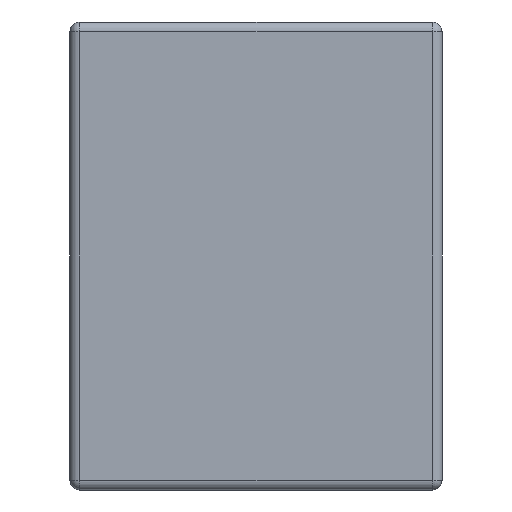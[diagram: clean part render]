
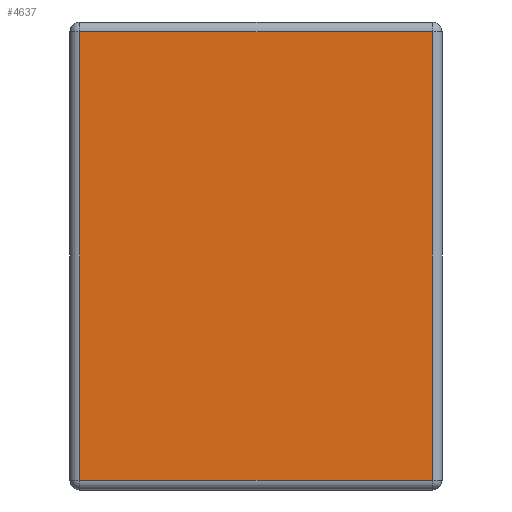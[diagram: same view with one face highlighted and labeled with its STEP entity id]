
A CAD part, left-side view. The second image highlights one B-rep face of the part: STEP entity #4637.
In plain terms, the highlighted planar face has unit normal (-1, 0, 0).
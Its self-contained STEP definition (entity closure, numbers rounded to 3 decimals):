
#89 = DIRECTION ( 'NONE',  ( 0., 0., 1. ) ) ;
#117 = CARTESIAN_POINT ( 'NONE',  ( 0., 1.704, -2.2 ) ) ;
#150 = CARTESIAN_POINT ( 'NONE',  ( 0., 1.704, -2.154 ) ) ;
#174 = VECTOR ( 'NONE', #3010, 1000. ) ;
#686 = DIRECTION ( 'NONE',  ( 0., 0., 1. ) ) ;
#728 = EDGE_LOOP ( 'NONE', ( #2530, #2233, #3578, #1773 ) ) ;
#980 = LINE ( 'NONE', #4636, #4214 ) ;
#1157 = AXIS2_PLACEMENT_3D ( 'NONE', #2488, #3925, #686 ) ;
#1253 = CARTESIAN_POINT ( 'NONE',  ( 0., 0.046, 0. ) ) ;
#1292 = CARTESIAN_POINT ( 'NONE',  ( 0., 0., -2.154 ) ) ;
#1600 = CARTESIAN_POINT ( 'NONE',  ( 0., 1.704, -0.046 ) ) ;
#1628 = LINE ( 'NONE', #1253, #1824 ) ;
#1765 = FACE_OUTER_BOUND ( 'NONE', #728, .T. ) ;
#1773 = ORIENTED_EDGE ( 'NONE', *, *, #4455, .T. ) ;
#1778 = EDGE_CURVE ( 'NONE', #1995, #2032, #2480, .T. ) ;
#1824 = VECTOR ( 'NONE', #89, 1000. ) ;
#1995 = VERTEX_POINT ( 'NONE', #150 ) ;
#2032 = VERTEX_POINT ( 'NONE', #2096 ) ;
#2096 = CARTESIAN_POINT ( 'NONE',  ( 0., 0.046, -2.154 ) ) ;
#2233 = ORIENTED_EDGE ( 'NONE', *, *, #4406, .T. ) ;
#2480 = LINE ( 'NONE', #1292, #2994 ) ;
#2488 = CARTESIAN_POINT ( 'NONE',  ( 0., 0., 0. ) ) ;
#2530 = ORIENTED_EDGE ( 'NONE', *, *, #1778, .T. ) ;
#2578 = PLANE ( 'NONE',  #1157 ) ;
#2730 = DIRECTION ( 'NONE',  ( 0., -1., 0. ) ) ;
#2824 = EDGE_CURVE ( 'NONE', #3495, #3252, #980, .T. ) ;
#2994 = VECTOR ( 'NONE', #2730, 1000. ) ;
#3010 = DIRECTION ( 'NONE',  ( 0., 0., -1. ) ) ;
#3211 = DIRECTION ( 'NONE',  ( 0., 1., 0. ) ) ;
#3252 = VERTEX_POINT ( 'NONE', #1600 ) ;
#3359 = LINE ( 'NONE', #117, #174 ) ;
#3495 = VERTEX_POINT ( 'NONE', #4054 ) ;
#3578 = ORIENTED_EDGE ( 'NONE', *, *, #2824, .T. ) ;
#3925 = DIRECTION ( 'NONE',  ( -1., 0., 0. ) ) ;
#4054 = CARTESIAN_POINT ( 'NONE',  ( 0., 0.046, -0.046 ) ) ;
#4214 = VECTOR ( 'NONE', #3211, 1000. ) ;
#4406 = EDGE_CURVE ( 'NONE', #2032, #3495, #1628, .T. ) ;
#4455 = EDGE_CURVE ( 'NONE', #3252, #1995, #3359, .T. ) ;
#4636 = CARTESIAN_POINT ( 'NONE',  ( 0., 1.75, -0.046 ) ) ;
#4637 = ADVANCED_FACE ( 'NONE', ( #1765 ), #2578, .T. ) ;
